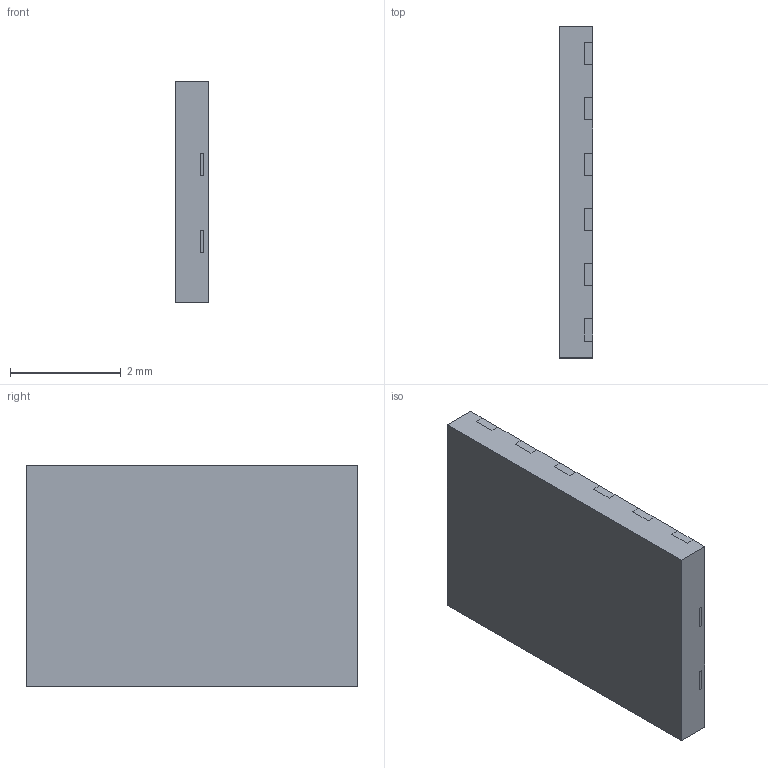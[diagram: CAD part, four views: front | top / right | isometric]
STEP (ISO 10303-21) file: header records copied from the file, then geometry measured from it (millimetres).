
FILE_DESCRIPTION(/* description */ ('Unknown'),/* implementation_level */ '2;1');
FILE_NAME(/* name */ 'DFN6040-12_STP',/* time_stamp */ '2020-11-13T16:13:15+08:00',/* author */ ('Unknown'),/* organization */ ('Unknown'),/* preprocessor_version */ 'ST-DEVELOPER v16.7',/* originating_system */ 'DEX',/* authorisation */ $);
FILE_SCHEMA (('AUTOMOTIVE_DESIGN {1 0 10303 214 3 1 1}'));
Length unit declared in the file: millimetre
Products named in the file (3): DFN6040-12; EMC; LDF
Assembly tree (2 placements, depth 2):
  DFN6040-12
    EMC
    LDF
Bounding box: 0.6 x 6 x 4 mm (x, y, z)
Volume: 14.4 mm3; surface area: 120.1 mm2
Topology: 13 solids, 13 shells, 412 faces, 1164 edges, 776 vertices
Faces by surface type: plane 326, cylinder 86
Entity records: 14818 total; most frequent: CARTESIAN_POINT 2355, ORIENTED_EDGE 2328, DIRECTION 2166, EDGE_CURVE 1164, LINE 992, VECTOR 992, VERTEX_POINT 776, AXIS2_PLACEMENT_3D 587
